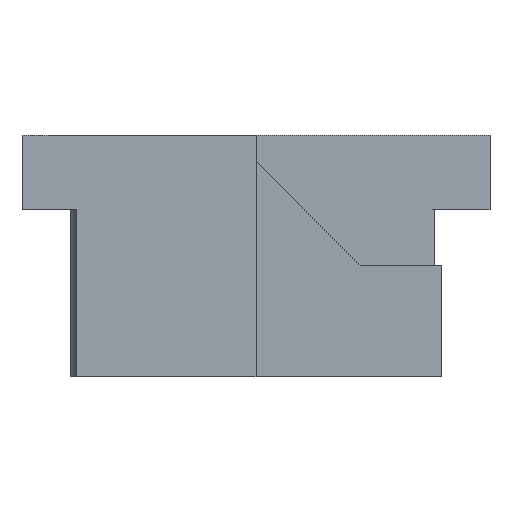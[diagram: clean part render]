
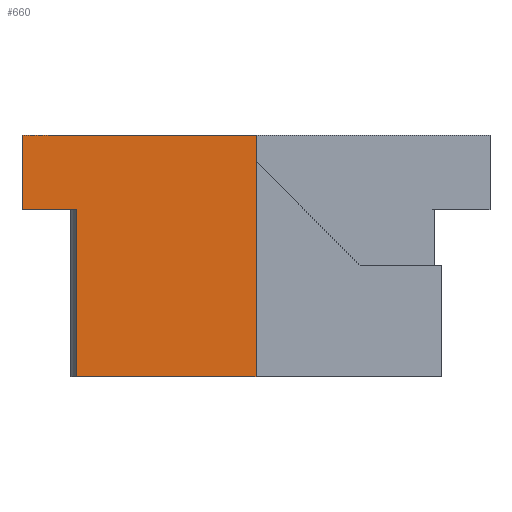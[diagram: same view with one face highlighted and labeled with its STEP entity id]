
A CAD part, front view. The second image highlights one B-rep face of the part: STEP entity #660.
In plain terms, the highlighted planar face has unit normal (0, -1, 0).
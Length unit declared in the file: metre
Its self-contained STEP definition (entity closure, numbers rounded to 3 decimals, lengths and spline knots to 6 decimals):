
#46=ORIENTED_EDGE('',*,*,#242,.F.);
#47=ORIENTED_EDGE('',*,*,#243,.T.);
#48=ORIENTED_EDGE('',*,*,#244,.T.);
#49=ORIENTED_EDGE('',*,*,#245,.F.);
#50=ORIENTED_EDGE('',*,*,#246,.T.);
#51=ORIENTED_EDGE('',*,*,#239,.T.);
#239=EDGE_CURVE('',#338,#336,#403,.T.);
#242=EDGE_CURVE('',#340,#336,#406,.T.);
#243=EDGE_CURVE('',#340,#341,#407,.T.);
#244=EDGE_CURVE('',#341,#342,#408,.T.);
#245=EDGE_CURVE('',#343,#342,#409,.T.);
#246=EDGE_CURVE('',#343,#338,#410,.T.);
#336=VERTEX_POINT('',#955);
#338=VERTEX_POINT('',#958);
#340=VERTEX_POINT('',#964);
#341=VERTEX_POINT('',#966);
#342=VERTEX_POINT('',#968);
#343=VERTEX_POINT('',#970);
#403=LINE('',#957,#481);
#406=LINE('',#963,#484);
#407=LINE('',#965,#485);
#408=LINE('',#967,#486);
#409=LINE('',#969,#487);
#410=LINE('',#971,#488);
#481=VECTOR('',#767,1.);
#484=VECTOR('',#772,1.);
#485=VECTOR('',#773,1.);
#486=VECTOR('',#774,1.);
#487=VECTOR('',#775,1.);
#488=VECTOR('',#776,1.);
#559=EDGE_LOOP('',(#46,#47,#48,#49,#50,#51));
#597=FACE_BOUND('',#559,.T.);
#635=PLANE('',#708);
#660=ADVANCED_FACE('',(#597),#635,.T.);
#708=AXIS2_PLACEMENT_3D('',#962,#770,#771);
#767=DIRECTION('',(0.,0.,1.));
#770=DIRECTION('',(0.,-1.,0.));
#771=DIRECTION('',(1.,0.,0.));
#772=DIRECTION('',(1.,0.,0.));
#773=DIRECTION('',(0.,0.,-1.));
#774=DIRECTION('',(1.,0.,0.));
#775=DIRECTION('',(0.,0.,1.));
#776=DIRECTION('',(1.,0.,0.));
#955=CARTESIAN_POINT('',(0.,-0.016482,0.002));
#957=CARTESIAN_POINT('',(0.,-0.016482,-0.0125));
#958=CARTESIAN_POINT('',(0.,-0.016482,-0.0045));
#962=CARTESIAN_POINT('',(-0.005614,-0.016482,-0.0125));
#963=CARTESIAN_POINT('',(0.,-0.016482,0.002));
#964=CARTESIAN_POINT('',(-0.0063,-0.016482,0.002));
#965=CARTESIAN_POINT('',(-0.0063,-0.016482,0.002));
#966=CARTESIAN_POINT('',(-0.0063,-0.016482,0.));
#967=CARTESIAN_POINT('',(0.,-0.016482,0.));
#968=CARTESIAN_POINT('',(-0.004835,-0.016482,0.));
#969=CARTESIAN_POINT('',(-0.004835,-0.016482,-0.0045));
#970=CARTESIAN_POINT('',(-0.004835,-0.016482,-0.0045));
#971=CARTESIAN_POINT('',(0.,-0.016482,-0.0045));
